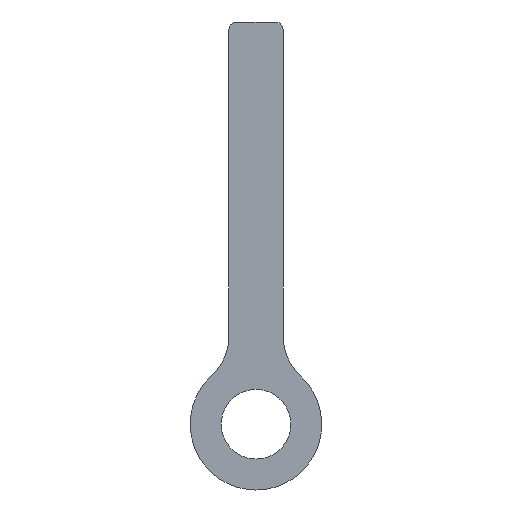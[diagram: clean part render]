
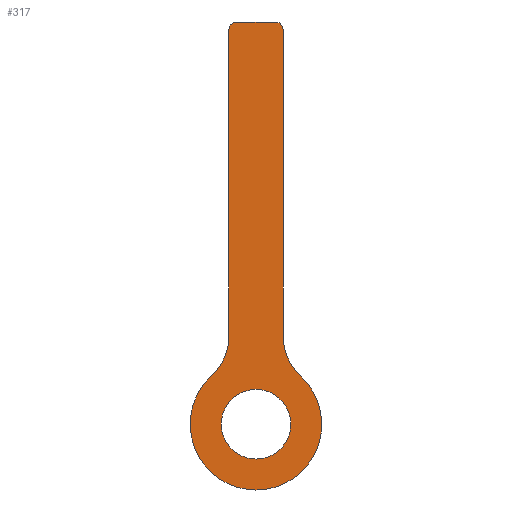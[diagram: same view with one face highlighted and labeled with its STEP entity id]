
A CAD part, front view. The second image highlights one B-rep face of the part: STEP entity #317.
In plain terms, the highlighted free-form (B-spline) face has degree [1, 1] with [2, 2] control points.
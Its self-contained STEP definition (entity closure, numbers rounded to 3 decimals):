
#22 = VERTEX_POINT('',#23);
#23 = CARTESIAN_POINT('',(0.,-6.955,-68.83));
#41 = VERTEX_POINT('',#42);
#42 = CARTESIAN_POINT('',(0.,-6.955,
    -81.872));
#47 = EDGE_CURVE('',#41,#22,#48,.T.);
#48 = ( BOUNDED_CURVE() B_SPLINE_CURVE(2,(#49,#50,#51,#52,#53),
.UNSPECIFIED.,.F.,.F.) B_SPLINE_CURVE_WITH_KNOTS((3,2,3),(3.142,
4.712,6.283),.PIECEWISE_BEZIER_KNOTS.) CURVE() 
GEOMETRIC_REPRESENTATION_ITEM() RATIONAL_B_SPLINE_CURVE((1.,
0.707,1.,0.707,1.)) REPRESENTATION_ITEM('') );
#49 = CARTESIAN_POINT('',(0.,-6.955,
    -81.872));
#50 = CARTESIAN_POINT('',(-6.521,-6.955,
    -81.872));
#51 = CARTESIAN_POINT('',(-6.521,-6.955,
    -75.351));
#52 = CARTESIAN_POINT('',(-6.521,-6.955,
    -68.83));
#53 = CARTESIAN_POINT('',(0.,-6.955,
    -68.83));
#70 = VERTEX_POINT('',#71);
#71 = CARTESIAN_POINT('',(-5.072,-6.955,
    -58.829));
#78 = EDGE_CURVE('',#79,#70,#81,.T.);
#79 = VERTEX_POINT('',#80);
#80 = CARTESIAN_POINT('',(-8.344,-6.955,
    -66.291));
#81 = ( BOUNDED_CURVE() B_SPLINE_CURVE(2,(#82,#83,#84),.UNSPECIFIED.,.F.
,.F.) B_SPLINE_CURVE_WITH_KNOTS((3,3),(3.886,4.712),
.PIECEWISE_BEZIER_KNOTS.) CURVE() GEOMETRIC_REPRESENTATION_ITEM() 
RATIONAL_B_SPLINE_CURVE((1.,0.916,1.)) REPRESENTATION_ITEM('') 
  );
#82 = CARTESIAN_POINT('',(-8.344,-6.955,
    -66.291));
#83 = CARTESIAN_POINT('',(-5.072,-6.955,
    -63.277));
#84 = CARTESIAN_POINT('',(-5.072,-6.955,
    -58.829));
#120 = VERTEX_POINT('',#121);
#121 = CARTESIAN_POINT('',(8.344,-6.955,
    -66.291));
#126 = EDGE_CURVE('',#120,#79,#127,.T.);
#127 = ( BOUNDED_CURVE() B_SPLINE_CURVE(2,(#128,#129,#130,#131,#132),
.UNSPECIFIED.,.F.,.F.) B_SPLINE_CURVE_WITH_KNOTS((3,2,3),(0.744
,3.142,5.539),.PIECEWISE_BEZIER_KNOTS.) CURVE() 
GEOMETRIC_REPRESENTATION_ITEM() RATIONAL_B_SPLINE_CURVE((1.,
0.364,1.,0.364,1.)) REPRESENTATION_ITEM('') );
#128 = CARTESIAN_POINT('',(8.344,-6.955,
    -66.291));
#129 = CARTESIAN_POINT('',(31.557,-6.955,
    -87.668));
#130 = CARTESIAN_POINT('',(0.,-6.955,
    -87.668));
#131 = CARTESIAN_POINT('',(-31.557,-6.955,
    -87.668));
#132 = CARTESIAN_POINT('',(-8.344,-6.955,
    -66.291));
#150 = EDGE_CURVE('',#151,#120,#153,.T.);
#151 = VERTEX_POINT('',#152);
#152 = CARTESIAN_POINT('',(5.072,-6.955,
    -58.829));
#153 = ( BOUNDED_CURVE() B_SPLINE_CURVE(2,(#154,#155,#156),
.UNSPECIFIED.,.F.,.F.) B_SPLINE_CURVE_WITH_KNOTS((3,3),(4.712,
5.539),.PIECEWISE_BEZIER_KNOTS.) CURVE() 
GEOMETRIC_REPRESENTATION_ITEM() RATIONAL_B_SPLINE_CURVE((1.,
0.916,1.)) REPRESENTATION_ITEM('') );
#154 = CARTESIAN_POINT('',(5.072,-6.955,
    -58.829));
#155 = CARTESIAN_POINT('',(5.072,-6.955,
    -63.277));
#156 = CARTESIAN_POINT('',(8.344,-6.955,
    -66.291));
#189 = VERTEX_POINT('',#190);
#190 = CARTESIAN_POINT('',(5.072,-6.955,
    -1.449));
#195 = EDGE_CURVE('',#189,#151,#196,.T.);
#196 = B_SPLINE_CURVE_WITH_KNOTS('',1,(#197,#198),.UNSPECIFIED.,.F.,.F.,
  (2,2),(0.,39.598),.PIECEWISE_BEZIER_KNOTS.);
#197 = CARTESIAN_POINT('',(5.072,-6.955,
    -1.449));
#198 = CARTESIAN_POINT('',(5.072,-6.955,
    -58.829));
#218 = VERTEX_POINT('',#219);
#219 = CARTESIAN_POINT('',(3.623,-6.955,0.));
#224 = EDGE_CURVE('',#218,#189,#225,.T.);
#225 = ( BOUNDED_CURVE() B_SPLINE_CURVE(2,(#226,#227,#228),
.UNSPECIFIED.,.F.,.F.) B_SPLINE_CURVE_WITH_KNOTS((3,3),(0.,
1.571),.PIECEWISE_BEZIER_KNOTS.) CURVE() 
GEOMETRIC_REPRESENTATION_ITEM() RATIONAL_B_SPLINE_CURVE((1.,
0.707,1.)) REPRESENTATION_ITEM('') );
#226 = CARTESIAN_POINT('',(3.623,-6.955,
    0.));
#227 = CARTESIAN_POINT('',(5.072,-6.955,
    0.));
#228 = CARTESIAN_POINT('',(5.072,-6.955,
    -1.449));
#249 = VERTEX_POINT('',#250);
#250 = CARTESIAN_POINT('',(-3.623,-6.955,
    0.));
#255 = EDGE_CURVE('',#249,#218,#256,.T.);
#256 = B_SPLINE_CURVE_WITH_KNOTS('',1,(#257,#258),.UNSPECIFIED.,.F.,.F.,
  (2,2),(0.,5.),.PIECEWISE_BEZIER_KNOTS.);
#257 = CARTESIAN_POINT('',(-3.623,-6.955,0.));
#258 = CARTESIAN_POINT('',(3.623,-6.955,0.));
#278 = VERTEX_POINT('',#279);
#279 = CARTESIAN_POINT('',(-5.072,-6.955,
    -1.449));
#284 = EDGE_CURVE('',#278,#249,#285,.T.);
#285 = ( BOUNDED_CURVE() B_SPLINE_CURVE(2,(#286,#287,#288),
.UNSPECIFIED.,.F.,.F.) B_SPLINE_CURVE_WITH_KNOTS((3,3),(4.712,
6.283),.PIECEWISE_BEZIER_KNOTS.) CURVE() 
GEOMETRIC_REPRESENTATION_ITEM() RATIONAL_B_SPLINE_CURVE((1.,
0.707,1.)) REPRESENTATION_ITEM('') );
#286 = CARTESIAN_POINT('',(-5.072,-6.955,
    -1.449));
#287 = CARTESIAN_POINT('',(-5.072,-6.955,
    0.));
#288 = CARTESIAN_POINT('',(-3.623,-6.955,
    0.));
#307 = EDGE_CURVE('',#70,#278,#308,.T.);
#308 = B_SPLINE_CURVE_WITH_KNOTS('',1,(#309,#310),.UNSPECIFIED.,.F.,.F.,
  (2,2),(0.,39.598),.PIECEWISE_BEZIER_KNOTS.);
#309 = CARTESIAN_POINT('',(-5.072,-6.955,
    -58.829));
#310 = CARTESIAN_POINT('',(-5.072,-6.955,
    -1.449));
#317 = ADVANCED_FACE('',(#318,#329),#339,.F.);
#318 = FACE_BOUND('',#319,.T.);
#319 = EDGE_LOOP('',(#320,#328));
#320 = ORIENTED_EDGE('',*,*,#321,.T.);
#321 = EDGE_CURVE('',#22,#41,#322,.T.);
#322 = ( BOUNDED_CURVE() B_SPLINE_CURVE(2,(#323,#324,#325,#326,#327),
.UNSPECIFIED.,.F.,.F.) B_SPLINE_CURVE_WITH_KNOTS((3,2,3),(0.,
1.571,3.142),.PIECEWISE_BEZIER_KNOTS.) CURVE() 
GEOMETRIC_REPRESENTATION_ITEM() RATIONAL_B_SPLINE_CURVE((1.,
0.707,1.,0.707,1.)) REPRESENTATION_ITEM('') );
#323 = CARTESIAN_POINT('',(0.,-6.955,-68.83));
#324 = CARTESIAN_POINT('',(6.521,-6.955,
    -68.83));
#325 = CARTESIAN_POINT('',(6.521,-6.955,
    -75.351));
#326 = CARTESIAN_POINT('',(6.521,-6.955,
    -81.872));
#327 = CARTESIAN_POINT('',(0.,-6.955,
    -81.872));
#328 = ORIENTED_EDGE('',*,*,#47,.T.);
#329 = FACE_BOUND('',#330,.T.);
#330 = EDGE_LOOP('',(#331,#332,#333,#334,#335,#336,#337,#338));
#331 = ORIENTED_EDGE('',*,*,#78,.F.);
#332 = ORIENTED_EDGE('',*,*,#126,.F.);
#333 = ORIENTED_EDGE('',*,*,#150,.F.);
#334 = ORIENTED_EDGE('',*,*,#195,.F.);
#335 = ORIENTED_EDGE('',*,*,#224,.F.);
#336 = ORIENTED_EDGE('',*,*,#255,.F.);
#337 = ORIENTED_EDGE('',*,*,#284,.F.);
#338 = ORIENTED_EDGE('',*,*,#307,.F.);
#339 = B_SPLINE_SURFACE_WITH_KNOTS('',1,1,(
    (#340,#341)
    ,(#342,#343
    )),.UNSPECIFIED.,.F.,.F.,.F.,(2,2),(2,2),(-19.902,
    40.598),(2.,19.),.PIECEWISE_BEZIER_KNOTS.);
#340 = CARTESIAN_POINT('',(-12.317,-6.955,
    -87.668));
#341 = CARTESIAN_POINT('',(12.317,-6.955,
    -87.668));
#342 = CARTESIAN_POINT('',(-12.317,-6.955,0.));
#343 = CARTESIAN_POINT('',(12.317,-6.955,0.));
